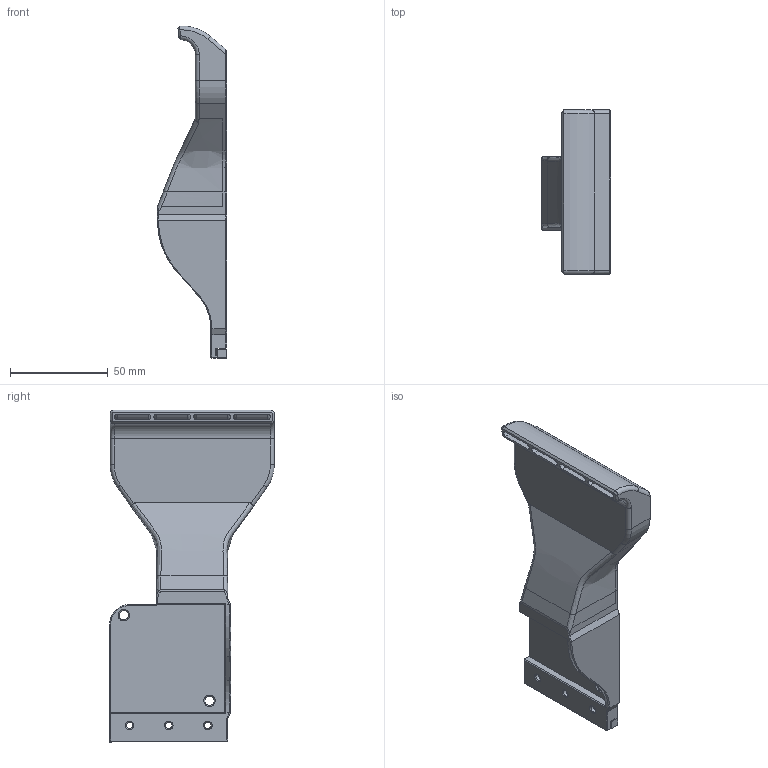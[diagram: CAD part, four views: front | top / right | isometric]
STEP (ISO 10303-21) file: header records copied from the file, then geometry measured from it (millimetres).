
FILE_DESCRIPTION(/* description */ (''),/* implementation_level */ '2;1');
FILE_NAME(/* name */ '6028 - 2 Part v3.step',/* time_stamp */ '2023-05-29T23:46:57+02:00',/* author */ (''),/* organization */ (''),/* preprocessor_version */ 'ST-DEVELOPER v19.2',/* originating_system */ 'Autodesk Translation Framework v12.4.0.73',/* authorisation */ '');
FILE_SCHEMA (('AUTOMOTIVE_DESIGN { 1 0 10303 214 3 1 1 }'));
Length unit declared in the file: millimetre
Products named in the file (2): 6028 - 2 Part; Shroud
Assembly tree (1 placements, depth 2):
  6028 - 2 Part
    Shroud
Bounding box: 35.4 x 84.22 x 169.98 mm (x, y, z)
Volume: 65129.1 mm3; surface area: 57175 mm2
Topology: 4 solids, 4 shells, 547 faces, 1519 edges, 970 vertices
Faces by surface type: plane 351, bspline 68, cylinder 68, torus 37, cone 23
Full cylindrical faces by diameter (mm): 3.4 x3, 4.8 x5
Entity records: 22259 total; most frequent: CARTESIAN_POINT 8459, ORIENTED_EDGE 3038, DIRECTION 2460, EDGE_CURVE 1519, LINE 1094, VECTOR 1094, VERTEX_POINT 970, AXIS2_PLACEMENT_3D 683
